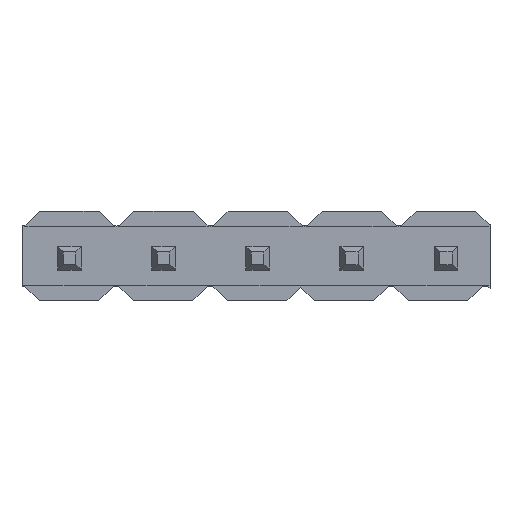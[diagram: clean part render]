
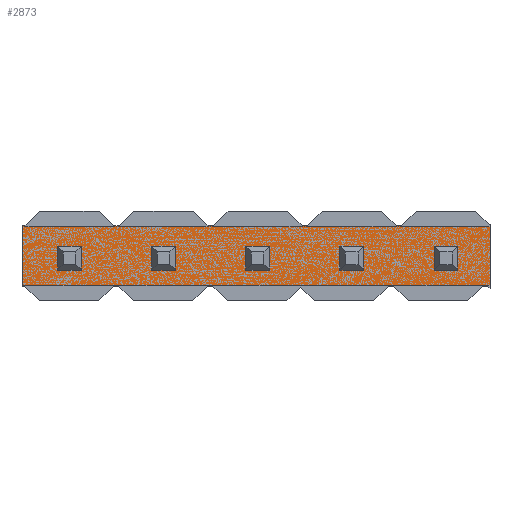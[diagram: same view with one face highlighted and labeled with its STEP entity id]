
A CAD part, front view. The second image highlights one B-rep face of the part: STEP entity #2873.
In plain terms, the highlighted planar face has unit normal (0, -1, 0).
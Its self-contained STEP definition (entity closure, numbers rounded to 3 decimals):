
#259=FACE_OUTER_BOUND('',#419,.T.);
#419=EDGE_LOOP('',(#2329,#2330,#2331,#2332,#2333,#2334,#2335,#2336,#2337,
#2338,#2339,#2340,#2341,#2342,#2343,#2344,#2345,#2346,#2347,#2348,#2349,
#2350));
#620=LINE('',#4123,#1000);
#622=LINE('',#4129,#1002);
#627=LINE('',#4138,#1007);
#640=LINE('',#4165,#1020);
#644=LINE('',#4174,#1024);
#648=LINE('',#4180,#1028);
#660=LINE('',#4206,#1040);
#664=LINE('',#4215,#1044);
#668=LINE('',#4221,#1048);
#680=LINE('',#4247,#1060);
#684=LINE('',#4256,#1064);
#688=LINE('',#4262,#1068);
#699=LINE('',#4284,#1079);
#708=LINE('',#4302,#1088);
#710=LINE('',#4305,#1090);
#712=LINE('',#4308,#1092);
#714=LINE('',#4311,#1094);
#716=LINE('',#4314,#1096);
#718=LINE('',#4319,#1098);
#723=LINE('',#4328,#1103);
#724=LINE('',#4331,#1104);
#725=LINE('',#4332,#1105);
#1000=VECTOR('',#3402,1000.);
#1002=VECTOR('',#3406,1000.);
#1007=VECTOR('',#3413,1000.);
#1020=VECTOR('',#3436,1000.);
#1024=VECTOR('',#3442,1000.);
#1028=VECTOR('',#3448,1000.);
#1040=VECTOR('',#3470,1000.);
#1044=VECTOR('',#3476,1000.);
#1048=VECTOR('',#3482,1000.);
#1060=VECTOR('',#3504,1000.);
#1064=VECTOR('',#3510,1000.);
#1068=VECTOR('',#3516,1000.);
#1079=VECTOR('',#3537,1000.);
#1088=VECTOR('',#3554,1000.);
#1090=VECTOR('',#3558,1000.);
#1092=VECTOR('',#3562,1000.);
#1094=VECTOR('',#3566,1000.);
#1096=VECTOR('',#3570,1000.);
#1098=VECTOR('',#3574,1000.);
#1103=VECTOR('',#3583,1000.);
#1104=VECTOR('',#3586,10.);
#1105=VECTOR('',#3587,10.);
#1317=VERTEX_POINT('',#4117);
#1319=VERTEX_POINT('',#4121);
#1320=VERTEX_POINT('',#4125);
#1322=VERTEX_POINT('',#4128);
#1325=VERTEX_POINT('',#4136);
#1333=VERTEX_POINT('',#4162);
#1334=VERTEX_POINT('',#4164);
#1336=VERTEX_POINT('',#4170);
#1338=VERTEX_POINT('',#4173);
#1347=VERTEX_POINT('',#4203);
#1348=VERTEX_POINT('',#4205);
#1350=VERTEX_POINT('',#4211);
#1352=VERTEX_POINT('',#4214);
#1361=VERTEX_POINT('',#4244);
#1362=VERTEX_POINT('',#4246);
#1364=VERTEX_POINT('',#4252);
#1366=VERTEX_POINT('',#4255);
#1376=VERTEX_POINT('',#4290);
#1378=VERTEX_POINT('',#4301);
#1380=VERTEX_POINT('',#4317);
#1382=VERTEX_POINT('',#4326);
#1383=VERTEX_POINT('',#4330);
#1614=EDGE_CURVE('',#1319,#1317,#620,.T.);
#1616=EDGE_CURVE('',#1320,#1322,#622,.T.);
#1621=EDGE_CURVE('',#1325,#1320,#627,.T.);
#1634=EDGE_CURVE('',#1333,#1334,#640,.T.);
#1638=EDGE_CURVE('',#1336,#1338,#644,.T.);
#1642=EDGE_CURVE('',#1334,#1336,#648,.T.);
#1654=EDGE_CURVE('',#1347,#1348,#660,.T.);
#1658=EDGE_CURVE('',#1350,#1352,#664,.T.);
#1662=EDGE_CURVE('',#1348,#1350,#668,.T.);
#1674=EDGE_CURVE('',#1361,#1362,#680,.T.);
#1678=EDGE_CURVE('',#1364,#1366,#684,.T.);
#1682=EDGE_CURVE('',#1362,#1364,#688,.T.);
#1693=EDGE_CURVE('',#1333,#1322,#699,.T.);
#1702=EDGE_CURVE('',#1376,#1378,#708,.T.);
#1704=EDGE_CURVE('',#1376,#1366,#710,.T.);
#1706=EDGE_CURVE('',#1361,#1352,#712,.T.);
#1708=EDGE_CURVE('',#1347,#1338,#714,.T.);
#1710=EDGE_CURVE('',#1325,#1317,#716,.T.);
#1712=EDGE_CURVE('',#1380,#1319,#718,.T.);
#1717=EDGE_CURVE('',#1378,#1382,#723,.T.);
#1718=EDGE_CURVE('',#1382,#1383,#724,.T.);
#1719=EDGE_CURVE('',#1380,#1383,#725,.T.);
#2329=ORIENTED_EDGE('',*,*,#1718,.F.);
#2330=ORIENTED_EDGE('',*,*,#1717,.F.);
#2331=ORIENTED_EDGE('',*,*,#1702,.F.);
#2332=ORIENTED_EDGE('',*,*,#1704,.T.);
#2333=ORIENTED_EDGE('',*,*,#1678,.F.);
#2334=ORIENTED_EDGE('',*,*,#1682,.F.);
#2335=ORIENTED_EDGE('',*,*,#1674,.F.);
#2336=ORIENTED_EDGE('',*,*,#1706,.T.);
#2337=ORIENTED_EDGE('',*,*,#1658,.F.);
#2338=ORIENTED_EDGE('',*,*,#1662,.F.);
#2339=ORIENTED_EDGE('',*,*,#1654,.F.);
#2340=ORIENTED_EDGE('',*,*,#1708,.T.);
#2341=ORIENTED_EDGE('',*,*,#1638,.F.);
#2342=ORIENTED_EDGE('',*,*,#1642,.F.);
#2343=ORIENTED_EDGE('',*,*,#1634,.F.);
#2344=ORIENTED_EDGE('',*,*,#1693,.T.);
#2345=ORIENTED_EDGE('',*,*,#1616,.F.);
#2346=ORIENTED_EDGE('',*,*,#1621,.F.);
#2347=ORIENTED_EDGE('',*,*,#1710,.T.);
#2348=ORIENTED_EDGE('',*,*,#1614,.F.);
#2349=ORIENTED_EDGE('',*,*,#1712,.F.);
#2350=ORIENTED_EDGE('',*,*,#1719,.T.);
#2713=PLANE('',#3053);
#2873=ADVANCED_FACE('',(#259),#2713,.F.);
#3053=AXIS2_PLACEMENT_3D('',#4329,#3584,#3585);
#3402=DIRECTION('',(1.,0.,0.));
#3406=DIRECTION('',(0.,0.,1.));
#3413=DIRECTION('',(1.,0.,0.));
#3436=DIRECTION('',(0.,0.,-1.));
#3442=DIRECTION('',(0.,0.,1.));
#3448=DIRECTION('',(1.,0.,0.));
#3470=DIRECTION('',(0.,0.,-1.));
#3476=DIRECTION('',(0.,0.,1.));
#3482=DIRECTION('',(1.,0.,0.));
#3504=DIRECTION('',(0.,0.,-1.));
#3510=DIRECTION('',(0.,0.,1.));
#3516=DIRECTION('',(1.,0.,0.));
#3537=DIRECTION('',(-1.,0.,0.));
#3554=DIRECTION('',(0.,0.,-1.));
#3558=DIRECTION('',(-1.,0.,0.));
#3562=DIRECTION('',(-1.,0.,0.));
#3566=DIRECTION('',(-1.,0.,0.));
#3570=DIRECTION('',(0.,0.,1.));
#3574=DIRECTION('',(0.,0.,1.));
#3583=DIRECTION('',(1.,0.,0.));
#3584=DIRECTION('center_axis',(0.,1.,0.));
#3585=DIRECTION('ref_axis',(0.,0.,1.));
#3586=DIRECTION('',(0.,0.,-1.));
#3587=DIRECTION('',(1.,0.,0.));
#4117=CARTESIAN_POINT('',(-11.36,0.5,0.87));
#4121=CARTESIAN_POINT('',(-11.43,0.5,0.87));
#4123=CARTESIAN_POINT('',(-11.43,0.5,0.87));
#4125=CARTESIAN_POINT('',(-8.96,0.5,0.85));
#4128=CARTESIAN_POINT('',(-8.96,0.5,0.87));
#4129=CARTESIAN_POINT('',(-8.96,0.5,0.85));
#4136=CARTESIAN_POINT('',(-11.36,0.5,0.85));
#4138=CARTESIAN_POINT('',(-11.36,0.5,0.85));
#4162=CARTESIAN_POINT('',(-8.82,0.5,0.87));
#4164=CARTESIAN_POINT('',(-8.82,0.5,0.85));
#4165=CARTESIAN_POINT('',(-8.82,0.5,0.85));
#4170=CARTESIAN_POINT('',(-6.42,0.5,0.85));
#4173=CARTESIAN_POINT('',(-6.42,0.5,0.87));
#4174=CARTESIAN_POINT('',(-6.42,0.5,0.85));
#4180=CARTESIAN_POINT('',(-8.82,0.5,0.85));
#4203=CARTESIAN_POINT('',(-6.28,0.5,0.87));
#4205=CARTESIAN_POINT('',(-6.28,0.5,0.85));
#4206=CARTESIAN_POINT('',(-6.28,0.5,0.85));
#4211=CARTESIAN_POINT('',(-3.88,0.5,0.85));
#4214=CARTESIAN_POINT('',(-3.88,0.5,0.87));
#4215=CARTESIAN_POINT('',(-3.88,0.5,0.85));
#4221=CARTESIAN_POINT('',(-6.28,0.5,0.85));
#4244=CARTESIAN_POINT('',(-3.74,0.5,0.87));
#4246=CARTESIAN_POINT('',(-3.74,0.5,0.85));
#4247=CARTESIAN_POINT('',(-3.74,0.5,0.85));
#4252=CARTESIAN_POINT('',(-1.34,0.5,0.85));
#4255=CARTESIAN_POINT('',(-1.34,0.5,0.87));
#4256=CARTESIAN_POINT('',(-1.34,0.5,0.85));
#4262=CARTESIAN_POINT('',(-3.74,0.5,0.85));
#4284=CARTESIAN_POINT('',(5.924,0.5,0.87));
#4290=CARTESIAN_POINT('',(-1.2,0.5,0.87));
#4301=CARTESIAN_POINT('',(-1.2,0.5,0.85));
#4302=CARTESIAN_POINT('',(-1.2,0.5,1.27));
#4305=CARTESIAN_POINT('',(5.924,0.5,0.87));
#4308=CARTESIAN_POINT('',(5.924,0.5,0.87));
#4311=CARTESIAN_POINT('',(5.924,0.5,0.87));
#4314=CARTESIAN_POINT('',(-11.36,0.5,-3.41));
#4317=CARTESIAN_POINT('',(-11.43,0.5,-0.73));
#4319=CARTESIAN_POINT('',(-11.43,0.5,-3.41));
#4326=CARTESIAN_POINT('',(1.19,0.5,0.85));
#4328=CARTESIAN_POINT('',(1.14,0.5,0.85));
#4329=CARTESIAN_POINT('Origin',(11.3,0.5,0.85));
#4330=CARTESIAN_POINT('',(1.19,0.5,-0.73));
#4331=CARTESIAN_POINT('',(1.19,0.5,0.455));
#4332=CARTESIAN_POINT('',(6.235,0.5,-0.73));
